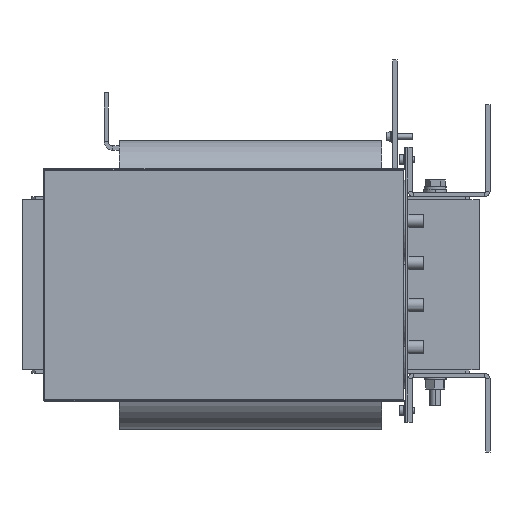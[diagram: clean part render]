
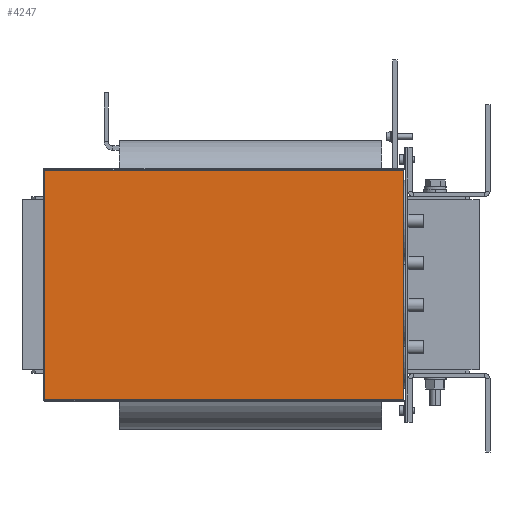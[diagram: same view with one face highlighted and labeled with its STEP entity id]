
A CAD part, left-side view. The second image highlights one B-rep face of the part: STEP entity #4247.
In plain terms, the highlighted planar face has unit normal (-1, 0, 0).
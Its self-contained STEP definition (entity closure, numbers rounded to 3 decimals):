
#172 = LINE ( 'NONE', #22901, #23537 ) ;
#4247 = ADVANCED_FACE ( 'NONE', ( #7493 ), #17804, .F. ) ;
#4638 = DIRECTION ( 'NONE',  ( 1., 0., 0. ) ) ;
#4737 = DIRECTION ( 'NONE',  ( 0., 0., 1. ) ) ;
#4844 = CARTESIAN_POINT ( 'NONE',  ( -481.1, 188., -104.75 ) ) ;
#5037 = DIRECTION ( 'NONE',  ( 0., -1., 0. ) ) ;
#5235 = LINE ( 'NONE', #28263, #6307 ) ;
#5644 = AXIS2_PLACEMENT_3D ( 'NONE', #6866, #4638, #4737 ) ;
#5891 = EDGE_CURVE ( 'NONE', #18854, #6685, #12216, .T. ) ;
#6307 = VECTOR ( 'NONE', #17321, 1000. ) ;
#6685 = VERTEX_POINT ( 'NONE', #22813 ) ;
#6780 = ORIENTED_EDGE ( 'NONE', *, *, #5891, .T. ) ;
#6866 = CARTESIAN_POINT ( 'NONE',  ( -481.1, 189.1, 1. ) ) ;
#6888 = EDGE_CURVE ( 'NONE', #11522, #6685, #27303, .T. ) ;
#7055 = DIRECTION ( 'NONE',  ( 0., 1., 0. ) ) ;
#7493 = FACE_OUTER_BOUND ( 'NONE', #24955, .T. ) ;
#9694 = ORIENTED_EDGE ( 'NONE', *, *, #14941, .F. ) ;
#11120 = CARTESIAN_POINT ( 'NONE',  ( -481.1, 186.6, -104.75 ) ) ;
#11522 = VERTEX_POINT ( 'NONE', #16906 ) ;
#12216 = LINE ( 'NONE', #17098, #14585 ) ;
#12404 = EDGE_CURVE ( 'NONE', #27452, #26402, #24455, .T. ) ;
#13114 = VECTOR ( 'NONE', #7055, 1000. ) ;
#14585 = VECTOR ( 'NONE', #21791, 1000. ) ;
#14941 = EDGE_CURVE ( 'NONE', #18854, #27452, #5235, .T. ) ;
#15535 = ORIENTED_EDGE ( 'NONE', *, *, #19135, .T. ) ;
#16877 = ORIENTED_EDGE ( 'NONE', *, *, #6888, .F. ) ;
#16906 = CARTESIAN_POINT ( 'NONE',  ( -481.1, 189.1, -104.75 ) ) ;
#17098 = CARTESIAN_POINT ( 'NONE',  ( -481.1, -140., 104.75 ) ) ;
#17145 = DIRECTION ( 'NONE',  ( 0., 0., 1. ) ) ;
#17321 = DIRECTION ( 'NONE',  ( 0., 0., -1. ) ) ;
#17804 = PLANE ( 'NONE',  #5644 ) ;
#18854 = VERTEX_POINT ( 'NONE', #23797 ) ;
#19069 = CARTESIAN_POINT ( 'NONE',  ( -481.1, 189.1, -104.75 ) ) ;
#19135 = EDGE_CURVE ( 'NONE', #11522, #26402, #172, .T. ) ;
#21791 = DIRECTION ( 'NONE',  ( 0., 1., 0. ) ) ;
#22118 = VECTOR ( 'NONE', #17145, 1000. ) ;
#22813 = CARTESIAN_POINT ( 'NONE',  ( -481.1, 189.1, 104.75 ) ) ;
#22901 = CARTESIAN_POINT ( 'NONE',  ( -481.1, 186.6, -104.75 ) ) ;
#23451 = CARTESIAN_POINT ( 'NONE',  ( -481.1, -140., -104.75 ) ) ;
#23537 = VECTOR ( 'NONE', #5037, 1000. ) ;
#23797 = CARTESIAN_POINT ( 'NONE',  ( -481.1, -140., 104.75 ) ) ;
#24455 = LINE ( 'NONE', #4844, #13114 ) ;
#24695 = ORIENTED_EDGE ( 'NONE', *, *, #12404, .F. ) ;
#24955 = EDGE_LOOP ( 'NONE', ( #16877, #15535, #24695, #9694, #6780 ) ) ;
#26402 = VERTEX_POINT ( 'NONE', #11120 ) ;
#27303 = LINE ( 'NONE', #19069, #22118 ) ;
#27452 = VERTEX_POINT ( 'NONE', #23451 ) ;
#28263 = CARTESIAN_POINT ( 'NONE',  ( -481.1, -140., 106.75 ) ) ;
